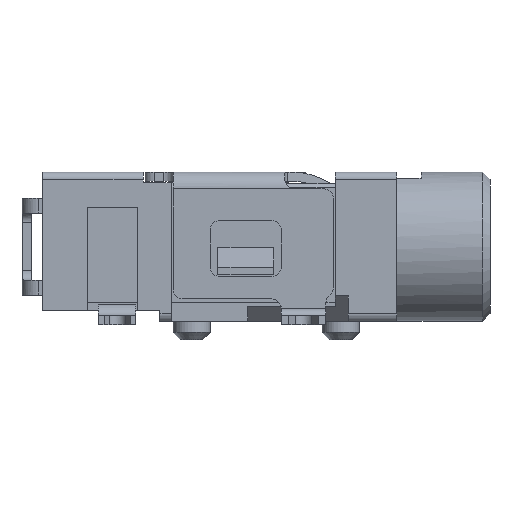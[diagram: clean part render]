
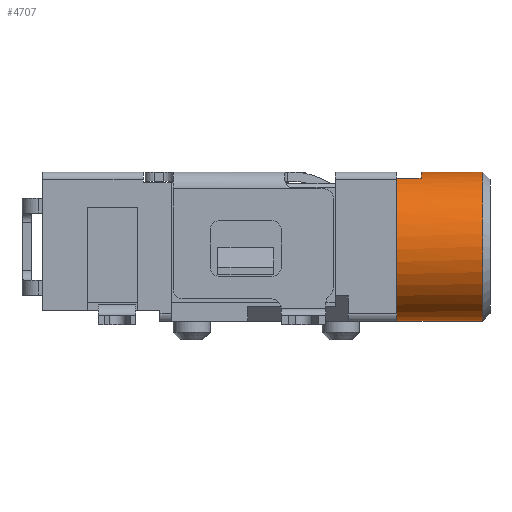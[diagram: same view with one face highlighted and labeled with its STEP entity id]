
A CAD part, front view. The second image highlights one B-rep face of the part: STEP entity #4707.
In plain terms, the highlighted cylindrical face has radius 2 mm (diameter 4 mm), a partial arc.
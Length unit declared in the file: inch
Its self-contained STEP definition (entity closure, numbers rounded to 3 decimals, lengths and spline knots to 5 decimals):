
#127 = CARTESIAN_POINT ( 'NONE',  ( 181.38138, 94.87318, 1.99706 ) ) ;
#229 = LINE ( 'NONE', #10424, #13631 ) ;
#382 = DIRECTION ( 'NONE',  ( -1., 0., 0. ) ) ;
#775 = CARTESIAN_POINT ( 'NONE',  ( 181.35579, 94.87318, 2.0758 ) ) ;
#1308 = DIRECTION ( 'NONE',  ( 0., 0., -1. ) ) ;
#1352 = DIRECTION ( 'NONE',  ( 1., 0., 0. ) ) ;
#1671 = ORIENTED_EDGE ( 'NONE', *, *, #14837, .T. ) ;
#1705 = EDGE_LOOP ( 'NONE', ( #3293, #5303, #13612, #2309, #13091, #1671 ) ) ;
#2309 = ORIENTED_EDGE ( 'NONE', *, *, #4364, .T. ) ;
#2938 = VECTOR ( 'NONE', #15833, 39.37008 ) ;
#2979 = LINE ( 'NONE', #4370, #2938 ) ;
#3124 = VERTEX_POINT ( 'NONE', #12824 ) ;
#3293 = ORIENTED_EDGE ( 'NONE', *, *, #9051, .F. ) ;
#3970 = CIRCLE ( 'NONE', #12935, 0.07874 ) ;
#4364 = EDGE_CURVE ( 'NONE', #13721, #7509, #4438, .T. ) ;
#4370 = CARTESIAN_POINT ( 'NONE',  ( 181.35579, 94.87318, 1.91832 ) ) ;
#4438 = CIRCLE ( 'NONE', #10508, 0.07874 ) ;
#4483 = CARTESIAN_POINT ( 'NONE',  ( 181.35579, 94.87318, 1.91832 ) ) ;
#4673 = AXIS2_PLACEMENT_3D ( 'NONE', #12725, #12805, #15191 ) ;
#4707 = ADVANCED_FACE ( 'NONE', ( #7698 ), #12978, .T. ) ;
#5303 = ORIENTED_EDGE ( 'NONE', *, *, #7082, .T. ) ;
#6143 = DIRECTION ( 'NONE',  ( 1., 0., 0. ) ) ;
#6209 = CIRCLE ( 'NONE', #15690, 0.07874 ) ;
#6924 = CARTESIAN_POINT ( 'NONE',  ( 181.44634, 94.87318, 1.91832 ) ) ;
#7082 = EDGE_CURVE ( 'NONE', #7980, #3124, #6209, .T. ) ;
#7509 = VERTEX_POINT ( 'NONE', #4483 ) ;
#7688 = EDGE_CURVE ( 'NONE', #3124, #13721, #229, .T. ) ;
#7698 = FACE_OUTER_BOUND ( 'NONE', #1705, .T. ) ;
#7980 = VERTEX_POINT ( 'NONE', #12154 ) ;
#8245 = DIRECTION ( 'NONE',  ( 1., 0., 0. ) ) ;
#8620 = CARTESIAN_POINT ( 'NONE',  ( 181.35579, 94.87318, 1.99706 ) ) ;
#9016 = EDGE_CURVE ( 'NONE', #7509, #15186, #2979, .T. ) ;
#9051 = EDGE_CURVE ( 'NONE', #7980, #13177, #9408, .T. ) ;
#9408 = LINE ( 'NONE', #775, #13459 ) ;
#9799 = DIRECTION ( 'NONE',  ( 0., 0., -1. ) ) ;
#10424 = CARTESIAN_POINT ( 'NONE',  ( 181.35973, 94.84168, 2.06922 ) ) ;
#10508 = AXIS2_PLACEMENT_3D ( 'NONE', #8620, #6143, #1308 ) ;
#12154 = CARTESIAN_POINT ( 'NONE',  ( 181.38138, 94.87318, 2.0758 ) ) ;
#12258 = CARTESIAN_POINT ( 'NONE',  ( 181.44634, 94.87318, 1.99706 ) ) ;
#12725 = CARTESIAN_POINT ( 'NONE',  ( 181.35579, 94.87318, 1.99706 ) ) ;
#12805 = DIRECTION ( 'NONE',  ( 1., 0., 0. ) ) ;
#12824 = CARTESIAN_POINT ( 'NONE',  ( 181.38138, 94.84168, 2.06922 ) ) ;
#12848 = CARTESIAN_POINT ( 'NONE',  ( 181.35579, 94.84168, 2.06922 ) ) ;
#12935 = AXIS2_PLACEMENT_3D ( 'NONE', #12258, #15720, #9799 ) ;
#12978 = CYLINDRICAL_SURFACE ( 'NONE', #4673, 0.07874 ) ;
#13091 = ORIENTED_EDGE ( 'NONE', *, *, #9016, .T. ) ;
#13145 = CARTESIAN_POINT ( 'NONE',  ( 181.44634, 94.87318, 2.0758 ) ) ;
#13177 = VERTEX_POINT ( 'NONE', #13145 ) ;
#13459 = VECTOR ( 'NONE', #8245, 39.37008 ) ;
#13612 = ORIENTED_EDGE ( 'NONE', *, *, #7688, .T. ) ;
#13631 = VECTOR ( 'NONE', #382, 39.37008 ) ;
#13721 = VERTEX_POINT ( 'NONE', #12848 ) ;
#14322 = DIRECTION ( 'NONE',  ( 0., 0., -1. ) ) ;
#14837 = EDGE_CURVE ( 'NONE', #15186, #13177, #3970, .T. ) ;
#15186 = VERTEX_POINT ( 'NONE', #6924 ) ;
#15191 = DIRECTION ( 'NONE',  ( 0., 0., -1. ) ) ;
#15690 = AXIS2_PLACEMENT_3D ( 'NONE', #127, #1352, #14322 ) ;
#15720 = DIRECTION ( 'NONE',  ( -1., 0., 0. ) ) ;
#15833 = DIRECTION ( 'NONE',  ( 1., 0., 0. ) ) ;
